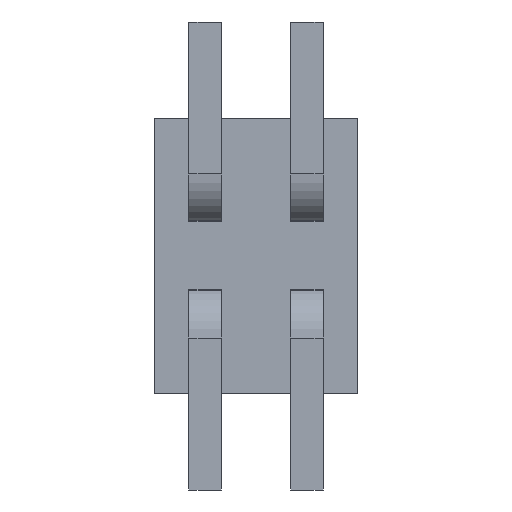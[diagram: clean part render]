
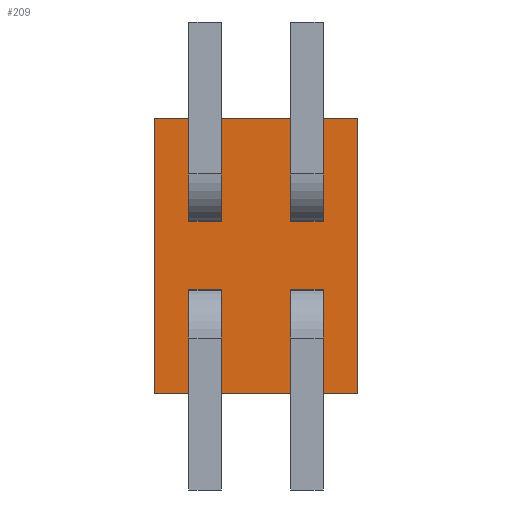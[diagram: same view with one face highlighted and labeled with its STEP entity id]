
A CAD part, front view. The second image highlights one B-rep face of the part: STEP entity #209.
In plain terms, the highlighted planar face has unit normal (0, -1, 0).
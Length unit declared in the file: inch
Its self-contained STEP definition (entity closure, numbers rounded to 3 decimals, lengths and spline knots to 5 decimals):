
#209 = ADVANCED_FACE( '', ( #456, #457, #458, #459, #460 ), #461, .F. );
#456 = FACE_BOUND( '', #766, .T. );
#457 = FACE_BOUND( '', #767, .T. );
#458 = FACE_BOUND( '', #768, .T. );
#459 = FACE_BOUND( '', #769, .T. );
#460 = FACE_OUTER_BOUND( '', #770, .T. );
#461 = PLANE( '', #771 );
#766 = EDGE_LOOP( '', ( #1147, #1148, #1149, #1150 ) );
#767 = EDGE_LOOP( '', ( #1151, #1152, #1153, #1154 ) );
#768 = EDGE_LOOP( '', ( #1155, #1156, #1157, #1158 ) );
#769 = EDGE_LOOP( '', ( #1159, #1160, #1161, #1162 ) );
#770 = EDGE_LOOP( '', ( #1163, #1164, #1165, #1166 ) );
#771 = AXIS2_PLACEMENT_3D( '', #1167, #1168, #1169 );
#1147 = ORIENTED_EDGE( '', *, *, #1993, .T. );
#1148 = ORIENTED_EDGE( '', *, *, #1994, .T. );
#1149 = ORIENTED_EDGE( '', *, *, #1945, .T. );
#1150 = ORIENTED_EDGE( '', *, *, #1995, .T. );
#1151 = ORIENTED_EDGE( '', *, *, #1996, .T. );
#1152 = ORIENTED_EDGE( '', *, *, #1997, .T. );
#1153 = ORIENTED_EDGE( '', *, *, #1998, .T. );
#1154 = ORIENTED_EDGE( '', *, *, #1999, .T. );
#1155 = ORIENTED_EDGE( '', *, *, #2000, .T. );
#1156 = ORIENTED_EDGE( '', *, *, #2001, .T. );
#1157 = ORIENTED_EDGE( '', *, *, #2002, .T. );
#1158 = ORIENTED_EDGE( '', *, *, #2003, .T. );
#1159 = ORIENTED_EDGE( '', *, *, #2004, .T. );
#1160 = ORIENTED_EDGE( '', *, *, #2005, .T. );
#1161 = ORIENTED_EDGE( '', *, *, #2006, .T. );
#1162 = ORIENTED_EDGE( '', *, *, #2007, .T. );
#1163 = ORIENTED_EDGE( '', *, *, #2008, .F. );
#1164 = ORIENTED_EDGE( '', *, *, #2009, .F. );
#1165 = ORIENTED_EDGE( '', *, *, #2010, .F. );
#1166 = ORIENTED_EDGE( '', *, *, #1970, .F. );
#1167 = CARTESIAN_POINT( '', ( 0., 0., 0. ) );
#1168 = DIRECTION( '', ( 0., 1., 0. ) );
#1169 = DIRECTION( '', ( 0., 0., 1. ) );
#1945 = EDGE_CURVE( '', #2320, #2321, #2322, .T. );
#1970 = EDGE_CURVE( '', #2364, #2360, #2366, .T. );
#1993 = EDGE_CURVE( '', #2402, #2403, #2404, .T. );
#1994 = EDGE_CURVE( '', #2403, #2320, #2405, .T. );
#1995 = EDGE_CURVE( '', #2321, #2402, #2406, .T. );
#1996 = EDGE_CURVE( '', #2407, #2408, #2409, .T. );
#1997 = EDGE_CURVE( '', #2408, #2410, #2411, .T. );
#1998 = EDGE_CURVE( '', #2410, #2412, #2413, .T. );
#1999 = EDGE_CURVE( '', #2412, #2407, #2414, .T. );
#2000 = EDGE_CURVE( '', #2415, #2416, #2417, .T. );
#2001 = EDGE_CURVE( '', #2416, #2418, #2419, .T. );
#2002 = EDGE_CURVE( '', #2418, #2420, #2421, .T. );
#2003 = EDGE_CURVE( '', #2420, #2415, #2422, .T. );
#2004 = EDGE_CURVE( '', #2423, #2424, #2425, .T. );
#2005 = EDGE_CURVE( '', #2424, #2426, #2427, .T. );
#2006 = EDGE_CURVE( '', #2426, #2428, #2429, .T. );
#2007 = EDGE_CURVE( '', #2428, #2423, #2430, .T. );
#2008 = EDGE_CURVE( '', #2431, #2364, #2432, .T. );
#2009 = EDGE_CURVE( '', #2433, #2431, #2434, .T. );
#2010 = EDGE_CURVE( '', #2360, #2433, #2435, .T. );
#2320 = VERTEX_POINT( '', #2859 );
#2321 = VERTEX_POINT( '', #2860 );
#2322 = LINE( '', #2861, #2862 );
#2360 = VERTEX_POINT( '', #2916 );
#2364 = VERTEX_POINT( '', #2922 );
#2366 = LINE( '', #2925, #2926 );
#2402 = VERTEX_POINT( '', #2979 );
#2403 = VERTEX_POINT( '', #2980 );
#2404 = LINE( '', #2981, #2982 );
#2405 = LINE( '', #2983, #2984 );
#2406 = LINE( '', #2985, #2986 );
#2407 = VERTEX_POINT( '', #2987 );
#2408 = VERTEX_POINT( '', #2988 );
#2409 = LINE( '', #2989, #2990 );
#2410 = VERTEX_POINT( '', #2991 );
#2411 = LINE( '', #2992, #2993 );
#2412 = VERTEX_POINT( '', #2994 );
#2413 = LINE( '', #2995, #2996 );
#2414 = LINE( '', #2997, #2998 );
#2415 = VERTEX_POINT( '', #2999 );
#2416 = VERTEX_POINT( '', #3000 );
#2417 = LINE( '', #3001, #3002 );
#2418 = VERTEX_POINT( '', #3003 );
#2419 = LINE( '', #3004, #3005 );
#2420 = VERTEX_POINT( '', #3006 );
#2421 = LINE( '', #3007, #3008 );
#2422 = LINE( '', #3009, #3010 );
#2423 = VERTEX_POINT( '', #3011 );
#2424 = VERTEX_POINT( '', #3012 );
#2425 = LINE( '', #3013, #3014 );
#2426 = VERTEX_POINT( '', #3015 );
#2427 = LINE( '', #3016, #3017 );
#2428 = VERTEX_POINT( '', #3018 );
#2429 = LINE( '', #3019, #3020 );
#2430 = LINE( '', #3021, #3022 );
#2431 = VERTEX_POINT( '', #3023 );
#2432 = LINE( '', #3024, #3025 );
#2433 = VERTEX_POINT( '', #3026 );
#2434 = LINE( '', #3027, #3028 );
#2435 = LINE( '', #3029, #3030 );
#2859 = CARTESIAN_POINT( '', ( -0.017, 0., 0.0335 ) );
#2860 = CARTESIAN_POINT( '', ( -0.017, 0., 0.0175 ) );
#2861 = CARTESIAN_POINT( '', ( -0.017, 0., 0.0335 ) );
#2862 = VECTOR( '', #3563, 39.37008 );
#2916 = CARTESIAN_POINT( '', ( 0.05, 0., 0.0675 ) );
#2922 = CARTESIAN_POINT( '', ( -0.05, 0., 0.0675 ) );
#2925 = CARTESIAN_POINT( '', ( -0.05, 0., 0.0675 ) );
#2926 = VECTOR( '', #3586, 39.37008 );
#2979 = CARTESIAN_POINT( '', ( -0.033, 0., 0.0175 ) );
#2980 = CARTESIAN_POINT( '', ( -0.033, 0., 0.0335 ) );
#2981 = CARTESIAN_POINT( '', ( -0.033, 0., 0.0175 ) );
#2982 = VECTOR( '', #3604, 39.37008 );
#2983 = CARTESIAN_POINT( '', ( -0.033, 0., 0.0335 ) );
#2984 = VECTOR( '', #3605, 39.37008 );
#2985 = CARTESIAN_POINT( '', ( -0.017, 0., 0.0175 ) );
#2986 = VECTOR( '', #3606, 39.37008 );
#2987 = CARTESIAN_POINT( '', ( -0.033, 0., -0.0325 ) );
#2988 = CARTESIAN_POINT( '', ( -0.033, 0., -0.0165 ) );
#2989 = CARTESIAN_POINT( '', ( -0.033, 0., -0.0325 ) );
#2990 = VECTOR( '', #3607, 39.37008 );
#2991 = CARTESIAN_POINT( '', ( -0.017, 0., -0.0165 ) );
#2992 = CARTESIAN_POINT( '', ( -0.033, 0., -0.0165 ) );
#2993 = VECTOR( '', #3608, 39.37008 );
#2994 = CARTESIAN_POINT( '', ( -0.017, 0., -0.0325 ) );
#2995 = CARTESIAN_POINT( '', ( -0.017, 0., -0.0165 ) );
#2996 = VECTOR( '', #3609, 39.37008 );
#2997 = CARTESIAN_POINT( '', ( -0.017, 0., -0.0325 ) );
#2998 = VECTOR( '', #3610, 39.37008 );
#2999 = CARTESIAN_POINT( '', ( 0.017, 0., 0.0175 ) );
#3000 = CARTESIAN_POINT( '', ( 0.017, 0., 0.0335 ) );
#3001 = CARTESIAN_POINT( '', ( 0.017, 0., 0.0175 ) );
#3002 = VECTOR( '', #3611, 39.37008 );
#3003 = CARTESIAN_POINT( '', ( 0.033, 0., 0.0335 ) );
#3004 = CARTESIAN_POINT( '', ( 0.017, 0., 0.0335 ) );
#3005 = VECTOR( '', #3612, 39.37008 );
#3006 = CARTESIAN_POINT( '', ( 0.033, 0., 0.0175 ) );
#3007 = CARTESIAN_POINT( '', ( 0.033, 0., 0.0335 ) );
#3008 = VECTOR( '', #3613, 39.37008 );
#3009 = CARTESIAN_POINT( '', ( 0.033, 0., 0.0175 ) );
#3010 = VECTOR( '', #3614, 39.37008 );
#3011 = CARTESIAN_POINT( '', ( 0.017, 0., -0.0325 ) );
#3012 = CARTESIAN_POINT( '', ( 0.017, 0., -0.0165 ) );
#3013 = CARTESIAN_POINT( '', ( 0.017, 0., -0.0325 ) );
#3014 = VECTOR( '', #3615, 39.37008 );
#3015 = CARTESIAN_POINT( '', ( 0.033, 0., -0.0165 ) );
#3016 = CARTESIAN_POINT( '', ( 0.017, 0., -0.0165 ) );
#3017 = VECTOR( '', #3616, 39.37008 );
#3018 = CARTESIAN_POINT( '', ( 0.033, 0., -0.0325 ) );
#3019 = CARTESIAN_POINT( '', ( 0.033, 0., -0.0165 ) );
#3020 = VECTOR( '', #3617, 39.37008 );
#3021 = CARTESIAN_POINT( '', ( 0.033, 0., -0.0325 ) );
#3022 = VECTOR( '', #3618, 39.37008 );
#3023 = CARTESIAN_POINT( '', ( -0.05, 0., -0.0675 ) );
#3024 = CARTESIAN_POINT( '', ( -0.05, 0., -0.0675 ) );
#3025 = VECTOR( '', #3619, 39.37008 );
#3026 = CARTESIAN_POINT( '', ( 0.05, 0., -0.0675 ) );
#3027 = CARTESIAN_POINT( '', ( 0.05, 0., -0.0675 ) );
#3028 = VECTOR( '', #3620, 39.37008 );
#3029 = CARTESIAN_POINT( '', ( 0.05, 0., 0.0675 ) );
#3030 = VECTOR( '', #3621, 39.37008 );
#3563 = DIRECTION( '', ( 0., 0., -1. ) );
#3586 = DIRECTION( '', ( 1., 0., 0. ) );
#3604 = DIRECTION( '', ( 0., 0., 1. ) );
#3605 = DIRECTION( '', ( 1., 0., 0. ) );
#3606 = DIRECTION( '', ( -1., 0., 0. ) );
#3607 = DIRECTION( '', ( 0., 0., 1. ) );
#3608 = DIRECTION( '', ( 1., 0., 0. ) );
#3609 = DIRECTION( '', ( 0., 0., -1. ) );
#3610 = DIRECTION( '', ( -1., 0., 0. ) );
#3611 = DIRECTION( '', ( 0., 0., 1. ) );
#3612 = DIRECTION( '', ( 1., 0., 0. ) );
#3613 = DIRECTION( '', ( 0., 0., -1. ) );
#3614 = DIRECTION( '', ( -1., 0., 0. ) );
#3615 = DIRECTION( '', ( 0., 0., 1. ) );
#3616 = DIRECTION( '', ( 1., 0., 0. ) );
#3617 = DIRECTION( '', ( 0., 0., -1. ) );
#3618 = DIRECTION( '', ( -1., 0., 0. ) );
#3619 = DIRECTION( '', ( 0., 0., 1. ) );
#3620 = DIRECTION( '', ( -1., 0., 0. ) );
#3621 = DIRECTION( '', ( 0., 0., -1. ) );
